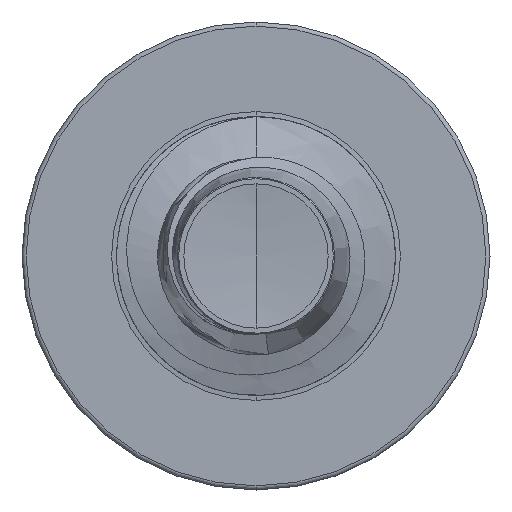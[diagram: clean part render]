
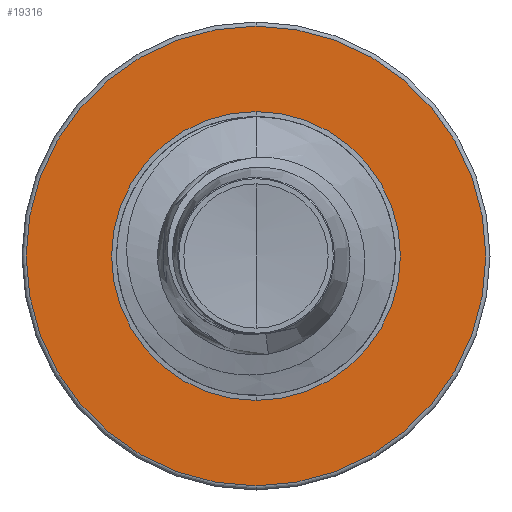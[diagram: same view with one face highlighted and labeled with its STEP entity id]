
A CAD part, front view. The second image highlights one B-rep face of the part: STEP entity #19316.
In plain terms, the highlighted planar face has unit normal (0, -1, 0).
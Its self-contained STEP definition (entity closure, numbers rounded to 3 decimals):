
#462 = CIRCLE ( 'NONE', #22078, 2.063 ) ;
#812 = DIRECTION ( 'NONE',  ( 0., 0., 1. ) ) ;
#959 = EDGE_LOOP ( 'NONE', ( #19406, #9910 ) ) ;
#2002 = DIRECTION ( 'NONE',  ( 0., 0., 1. ) ) ;
#3173 = FACE_OUTER_BOUND ( 'NONE', #16822, .T. ) ;
#3270 = AXIS2_PLACEMENT_3D ( 'NONE', #21624, #10519, #23238 ) ;
#3831 = FACE_BOUND ( 'NONE', #959, .T. ) ;
#5142 = CARTESIAN_POINT ( 'NONE',  ( 0., 15., 1.296 ) ) ;
#7403 = CARTESIAN_POINT ( 'NONE',  ( 0., 15., -1.296 ) ) ;
#7544 = VERTEX_POINT ( 'NONE', #10889 ) ;
#7730 = CIRCLE ( 'NONE', #3270, 2.063 ) ;
#9910 = ORIENTED_EDGE ( 'NONE', *, *, #18013, .T. ) ;
#10312 = VERTEX_POINT ( 'NONE', #7403 ) ;
#10519 = DIRECTION ( 'NONE',  ( 0., 1., 0. ) ) ;
#10889 = CARTESIAN_POINT ( 'NONE',  ( 0., 15., -2.062 ) ) ;
#10993 = AXIS2_PLACEMENT_3D ( 'NONE', #21981, #23573, #12947 ) ;
#11394 = DIRECTION ( 'NONE',  ( 0., 1., 0. ) ) ;
#12801 = AXIS2_PLACEMENT_3D ( 'NONE', #23711, #13122, #812 ) ;
#12947 = DIRECTION ( 'NONE',  ( 0., 0., 1. ) ) ;
#13122 = DIRECTION ( 'NONE',  ( 0., 1., 0. ) ) ;
#14199 = DIRECTION ( 'NONE',  ( 0., 1., 0. ) ) ;
#16822 = EDGE_LOOP ( 'NONE', ( #22493, #20978 ) ) ;
#17211 = EDGE_CURVE ( 'NONE', #7544, #17442, #7730, .T. ) ;
#17442 = VERTEX_POINT ( 'NONE', #20423 ) ;
#17859 = EDGE_CURVE ( 'NONE', #22386, #10312, #20148, .T. ) ;
#18013 = EDGE_CURVE ( 'NONE', #10312, #22386, #24269, .T. ) ;
#19316 = ADVANCED_FACE ( 'NONE', ( #3173, #3831 ), #21906, .F. ) ;
#19406 = ORIENTED_EDGE ( 'NONE', *, *, #17859, .T. ) ;
#20148 = CIRCLE ( 'NONE', #12801, 1.296 ) ;
#20423 = CARTESIAN_POINT ( 'NONE',  ( 0., 15., 2.063 ) ) ;
#20505 = EDGE_CURVE ( 'NONE', #17442, #7544, #462, .T. ) ;
#20978 = ORIENTED_EDGE ( 'NONE', *, *, #17211, .F. ) ;
#21624 = CARTESIAN_POINT ( 'NONE',  ( 0., 15., 0. ) ) ;
#21906 = PLANE ( 'NONE',  #10993 ) ;
#21981 = CARTESIAN_POINT ( 'NONE',  ( 0., 15., -1.296 ) ) ;
#22078 = AXIS2_PLACEMENT_3D ( 'NONE', #22331, #11394, #23923 ) ;
#22331 = CARTESIAN_POINT ( 'NONE',  ( 0., 15., 0. ) ) ;
#22386 = VERTEX_POINT ( 'NONE', #5142 ) ;
#22493 = ORIENTED_EDGE ( 'NONE', *, *, #20505, .F. ) ;
#23238 = DIRECTION ( 'NONE',  ( 0., 0., 1. ) ) ;
#23573 = DIRECTION ( 'NONE',  ( 0., 1., 0. ) ) ;
#23711 = CARTESIAN_POINT ( 'NONE',  ( 0., 15., 0. ) ) ;
#23923 = DIRECTION ( 'NONE',  ( 0., 0., 1. ) ) ;
#24269 = CIRCLE ( 'NONE', #24514, 1.296 ) ;
#24495 = CARTESIAN_POINT ( 'NONE',  ( 0., 15., 0. ) ) ;
#24514 = AXIS2_PLACEMENT_3D ( 'NONE', #24495, #14199, #2002 ) ;
